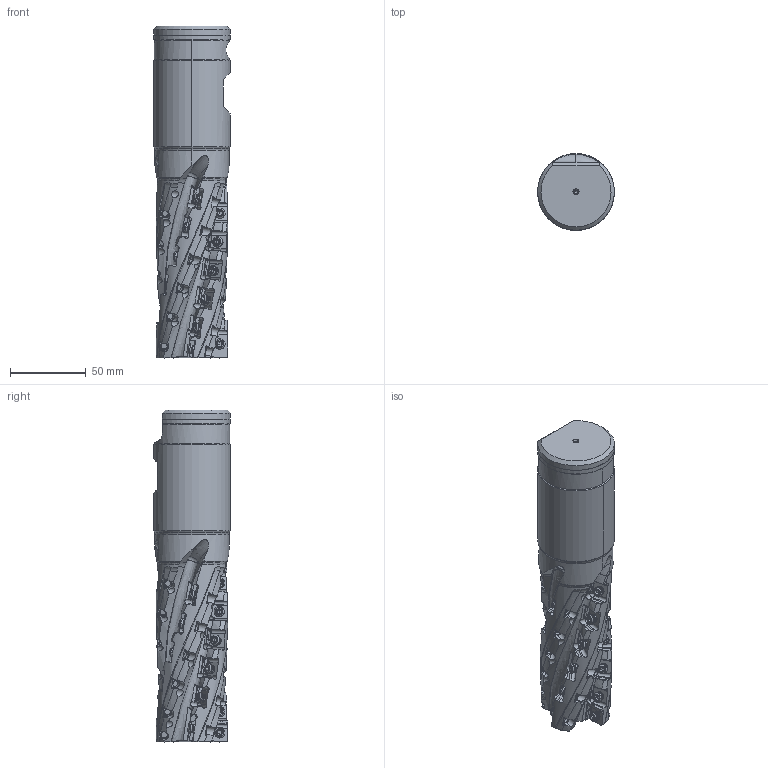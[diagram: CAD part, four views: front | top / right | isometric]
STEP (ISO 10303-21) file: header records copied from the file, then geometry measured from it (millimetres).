
FILE_DESCRIPTION((''),'2;1');
FILE_NAME('SPX4R05024WNS_ASM','2021-08-06T14:11:38',('tlyw01'),('PTC Japan'),'CREO PARAMETRIC BY PTC INC, 2018500','CREO PARAMETRIC BY PTC INC, 2018500','');
FILE_SCHEMA(('AUTOMOTIVE_DESIGN { 1 0 10303 214 1 1 1 1 }'));
Products named in the file (26): SPX4R05024WNS_1; SPX4R05024WNS_2; SPX4R05024WNS_3; SPX4R05024WNS_4; SPX4R05024WNS_5; SPX4R05024WNS_6; SPX4R05024WNS_7; SPX4R05024WNS_8; SPX4R05024WNS_9; SPX4R05024WNS_10; SPX4R05024WNS_11; SPX4R05024WNS_12; SPX4R05024WNS_13; SPX4R05024WNS_14; SPX4R05024WNS_15; SPX4R05024WNS_16; SPX4R05024WNS_17; SPX4R05024WNS_18; SPX4R05024WNS_19; SPX4R05024WNS_20; SPX4R05024WNS_21; SPX4R05024WNS_22; SPX4R05024WNS_23; SPX4R05024WNS_24; SPX4R05024WNS_25; SPX4R05024WNS_ASM
Assembly tree (25 placements, depth 2):
  SPX4R05024WNS_ASM
    SPX4R05024WNS_1
    SPX4R05024WNS_2
    SPX4R05024WNS_3
    SPX4R05024WNS_4
    SPX4R05024WNS_5
    SPX4R05024WNS_6
    SPX4R05024WNS_7
    SPX4R05024WNS_8
    SPX4R05024WNS_9
    SPX4R05024WNS_10
    SPX4R05024WNS_11
    SPX4R05024WNS_12
    SPX4R05024WNS_13
    SPX4R05024WNS_14
    SPX4R05024WNS_15
    SPX4R05024WNS_16
    SPX4R05024WNS_17
    SPX4R05024WNS_18
    SPX4R05024WNS_19
    SPX4R05024WNS_20
    SPX4R05024WNS_21
    SPX4R05024WNS_22
    SPX4R05024WNS_23
    SPX4R05024WNS_24
    SPX4R05024WNS_25
Bounding box: 50.8 x 50.8 x 219.53 mm (x, y, z)
Volume: 321401.3 mm3; surface area: 54680.6 mm2
Topology: 25 solids, 25 shells, 2054 faces, 6178 edges, 4085 vertices
Faces by surface type: cylinder 976, plane 427, torus 236, cone 218, bspline 103, sphere 92, extrusion 2
Entity records: 118507 total; most frequent: CARTESIAN_POINT 45813, ORIENTED_EDGE 12172, DIRECTION 10078, PRESENTATION_STYLE_ASSIGNMENT 6138, STYLED_ITEM 6138, CURVE_STYLE 6113, EDGE_CURVE 6086, AXIS2_PLACEMENT_3D 4230
